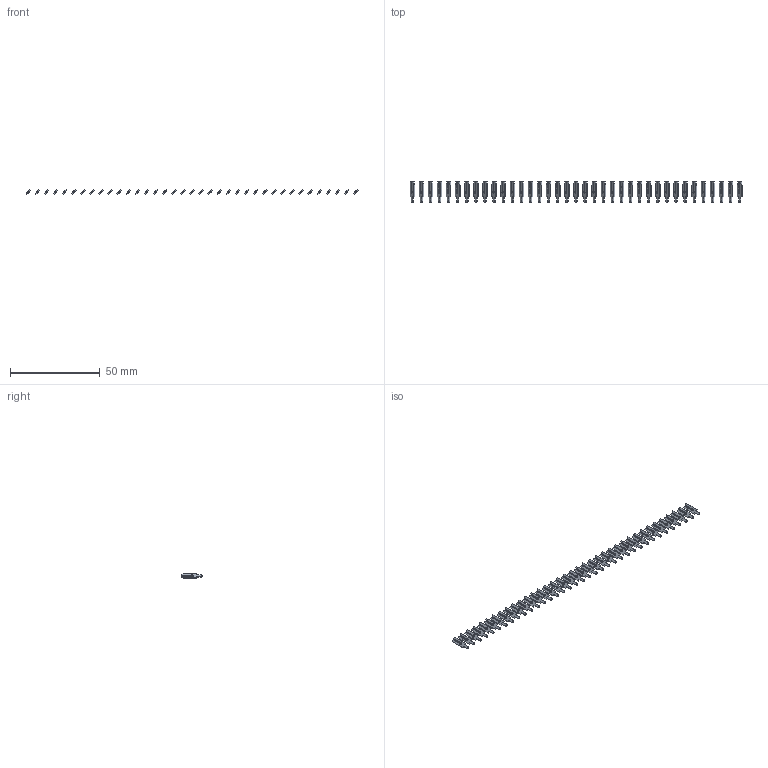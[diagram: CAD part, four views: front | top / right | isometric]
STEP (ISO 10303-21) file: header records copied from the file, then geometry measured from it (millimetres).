
FILE_DESCRIPTION (( 'STEP AP203' ), '1' );
FILE_NAME ('106-037-250-200.STEP', '2020-04-16T19:56:04', ( '' ), ( '' ), 'SwSTEP 2.0', 'SolidWorks 2016', '' );
FILE_SCHEMA (( 'CONFIG_CONTROL_DESIGN' ));
Length unit declared in the file: inch
Products named in the file (2): 100-290-001_100-290-250; 106-037-250-200
Assembly tree (37 placements, depth 2):
  106-037-250-200
    100-290-001_100-290-250  x37
Bounding box: 185.41 x 11.48 x 2.53 mm (x, y, z)
Volume: 577.4 mm3; surface area: 2713.9 mm2
Topology: 37 solids, 37 shells, 888 faces, 2442 edges, 1628 vertices
Faces by surface type: plane 740, cylinder 148
Entity records: 2110 total; most frequent: DIRECTION 198, CARTESIAN_POINT 186, ORIENTED_EDGE 132, COORDINATED_UNIVERSAL_TIME_OFFSET 84, LOCAL_TIME 84, DATE_AND_TIME 84, CALENDAR_DATE 84, AXIS2_PLACEMENT_3D 72
